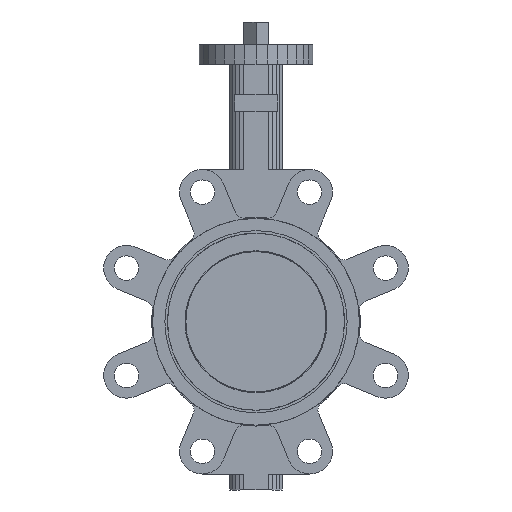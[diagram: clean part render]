
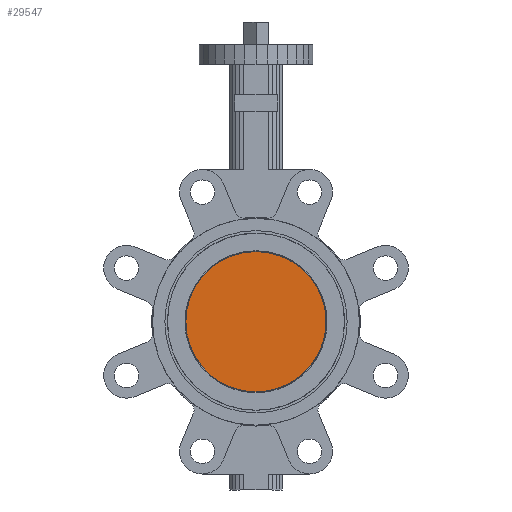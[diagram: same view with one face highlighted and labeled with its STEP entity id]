
A CAD part, left-side view. The second image highlights one B-rep face of the part: STEP entity #29547.
In plain terms, the highlighted planar face has unit normal (-1, 0, 0).
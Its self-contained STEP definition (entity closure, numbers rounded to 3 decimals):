
#29458=CARTESIAN_POINT('Vertex',(-23.3,0.,-40.)) ;
#29484=CARTESIAN_POINT('Vertex',(-23.3,0.,40.)) ;
#29488=CARTESIAN_POINT('Control Point',(-23.3,0.,-40.)) ;
#29489=CARTESIAN_POINT('Control Point',(-23.3,-6.283,-40.)) ;
#29490=CARTESIAN_POINT('Control Point',(-23.3,-12.566,-38.766)) ;
#29491=CARTESIAN_POINT('Control Point',(-23.3,-18.526,-36.298)) ;
#29492=CARTESIAN_POINT('Control Point',(-23.3,-29.157,-29.157)) ;
#29493=CARTESIAN_POINT('Control Point',(-23.3,-36.298,-18.526)) ;
#29494=CARTESIAN_POINT('Control Point',(-23.3,-38.766,-12.566)) ;
#29495=CARTESIAN_POINT('Control Point',(-23.3,-41.234,0.)) ;
#29496=CARTESIAN_POINT('Control Point',(-23.3,-38.766,12.566)) ;
#29497=CARTESIAN_POINT('Control Point',(-23.3,-36.298,18.526)) ;
#29498=CARTESIAN_POINT('Control Point',(-23.3,-29.157,29.157)) ;
#29499=CARTESIAN_POINT('Control Point',(-23.3,-18.526,36.298)) ;
#29500=CARTESIAN_POINT('Control Point',(-23.3,-12.566,38.766)) ;
#29501=CARTESIAN_POINT('Control Point',(-23.3,-6.283,40.)) ;
#29502=CARTESIAN_POINT('Control Point',(-23.3,0.,40.)) ;
#29511=CARTESIAN_POINT('Axis2P3D Location',(-23.3,0.,0.)) ;
#29538=CARTESIAN_POINT('Axis2P3D Location',(-23.3,0.,0.)) ;
#29512=DIRECTION('Axis2P3D Direction',(1.,-0.,0.)) ;
#29539=DIRECTION('Axis2P3D Direction',(-1.,-0.,-0.)) ;
#29540=DIRECTION('Axis2P3D XDirection',(0.,0.,-1.)) ;
#29513=AXIS2_PLACEMENT_3D('Circle Axis2P3D',#29511,#29512,$) ;
#29541=AXIS2_PLACEMENT_3D('Plane Axis2P3D',#29538,#29539,#29540) ;
#29514=CIRCLE('generated circle',#29513,40.) ;
#29542=PLANE('',#29541) ;
#29503=EDGE_CURVE('',#29459,#29485,#29487,.T.) ;
#29515=EDGE_CURVE('',#29485,#29459,#29514,.F.) ;
#29544=ORIENTED_EDGE('',*,*,#29503,.T.) ;
#29545=ORIENTED_EDGE('',*,*,#29515,.T.) ;
#29543=EDGE_LOOP('',(#29544,#29545)) ;
#29459=VERTEX_POINT('',#29458) ;
#29485=VERTEX_POINT('',#29484) ;
#29547=ADVANCED_FACE('1',(#29546),#29542,.T.) ;
#29487=B_SPLINE_CURVE_WITH_KNOTS('',5,(#29488,#29489,#29490,#29491,#29492,#29493,#29494,#29495,#29496,#29497,#29498,#29499,#29500,#29501,#29502),.UNSPECIFIED.,.F.,.U.,(6,3,3,3,6),(-62.832,-31.416,0.,31.416,62.832),.UNSPECIFIED.) ;
#29546=FACE_OUTER_BOUND('',#29543,.T.) ;
